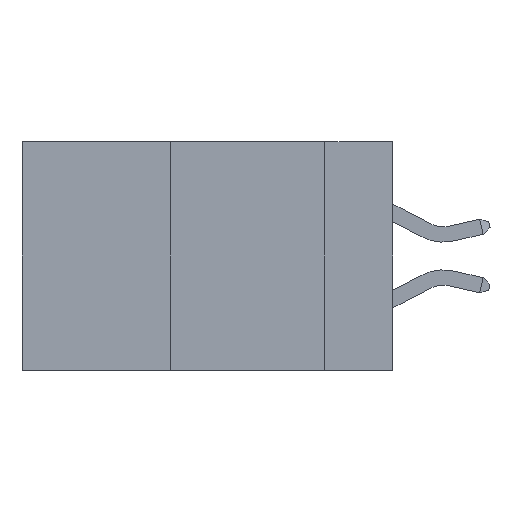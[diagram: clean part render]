
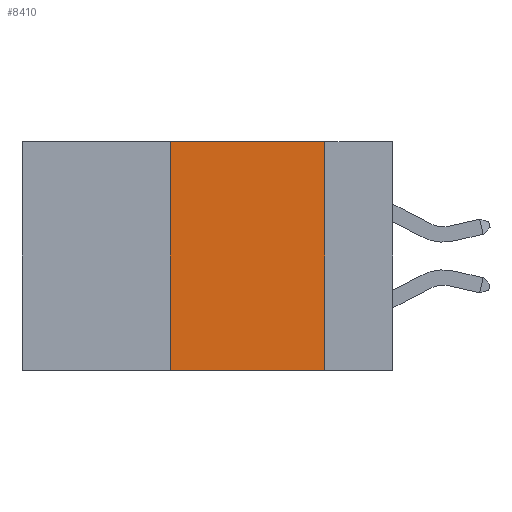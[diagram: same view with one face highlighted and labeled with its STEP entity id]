
A CAD part, left-side view. The second image highlights one B-rep face of the part: STEP entity #8410.
In plain terms, the highlighted planar face has unit normal (-1, 0, 0).
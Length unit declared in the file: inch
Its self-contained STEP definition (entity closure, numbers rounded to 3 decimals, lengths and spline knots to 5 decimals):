
#525 = EDGE_LOOP ( 'NONE', ( #6560, #9408, #1085, #6308 ) ) ;
#947 = EDGE_CURVE ( 'NONE', #2039, #8686, #8907, .T. ) ;
#1085 = ORIENTED_EDGE ( 'NONE', *, *, #3969, .F. ) ;
#1857 = CARTESIAN_POINT ( 'NONE',  ( 0., 0.36, -0.37 ) ) ;
#2039 = VERTEX_POINT ( 'NONE', #10571 ) ;
#2666 = CARTESIAN_POINT ( 'NONE',  ( 0., 0.11, 0. ) ) ;
#2790 = DIRECTION ( 'NONE',  ( 0., 0., -1. ) ) ;
#3952 = CARTESIAN_POINT ( 'NONE',  ( 0., 0.11, 0. ) ) ;
#3967 = EDGE_CURVE ( 'NONE', #8686, #6591, #4099, .T. ) ;
#3969 = EDGE_CURVE ( 'NONE', #5659, #2039, #6129, .T. ) ;
#3991 = EDGE_CURVE ( 'NONE', #5659, #6591, #8138, .T. ) ;
#4099 = LINE ( 'NONE', #2666, #8385 ) ;
#4416 = PLANE ( 'NONE',  #8850 ) ;
#4846 = CARTESIAN_POINT ( 'NONE',  ( 0., 0.11, -0.37 ) ) ;
#5236 = CARTESIAN_POINT ( 'NONE',  ( 0., 0.6, 0. ) ) ;
#5563 = VECTOR ( 'NONE', #10440, 39.37008 ) ;
#5659 = VERTEX_POINT ( 'NONE', #1857 ) ;
#6129 = LINE ( 'NONE', #9380, #10204 ) ;
#6169 = DIRECTION ( 'NONE',  ( 0., 0., -1. ) ) ;
#6308 = ORIENTED_EDGE ( 'NONE', *, *, #3991, .T. ) ;
#6560 = ORIENTED_EDGE ( 'NONE', *, *, #3967, .F. ) ;
#6591 = VERTEX_POINT ( 'NONE', #4846 ) ;
#8138 = LINE ( 'NONE', #10421, #5563 ) ;
#8385 = VECTOR ( 'NONE', #2790, 39.37008 ) ;
#8410 = ADVANCED_FACE ( 'NONE', ( #9908 ), #4416, .F. ) ;
#8686 = VERTEX_POINT ( 'NONE', #3952 ) ;
#8850 = AXIS2_PLACEMENT_3D ( 'NONE', #5236, #10970, #6169 ) ;
#8907 = LINE ( 'NONE', #10837, #10719 ) ;
#9380 = CARTESIAN_POINT ( 'NONE',  ( 0., 0.36, 0. ) ) ;
#9408 = ORIENTED_EDGE ( 'NONE', *, *, #947, .F. ) ;
#9908 = FACE_OUTER_BOUND ( 'NONE', #525, .T. ) ;
#10204 = VECTOR ( 'NONE', #10452, 39.37008 ) ;
#10421 = CARTESIAN_POINT ( 'NONE',  ( 0., 0.6, -0.37 ) ) ;
#10440 = DIRECTION ( 'NONE',  ( 0., -1., 0. ) ) ;
#10452 = DIRECTION ( 'NONE',  ( 0., 0., 1. ) ) ;
#10571 = CARTESIAN_POINT ( 'NONE',  ( 0., 0.36, 0. ) ) ;
#10719 = VECTOR ( 'NONE', #10858, 39.37008 ) ;
#10837 = CARTESIAN_POINT ( 'NONE',  ( 0., 0.6, 0. ) ) ;
#10858 = DIRECTION ( 'NONE',  ( 0., -1., 0. ) ) ;
#10970 = DIRECTION ( 'NONE',  ( 1., 0., 0. ) ) ;
